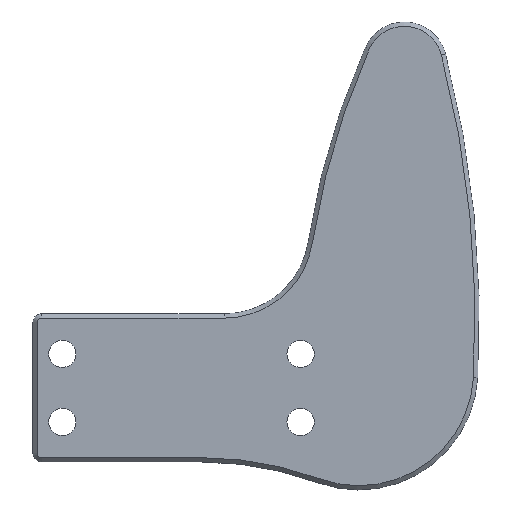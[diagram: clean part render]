
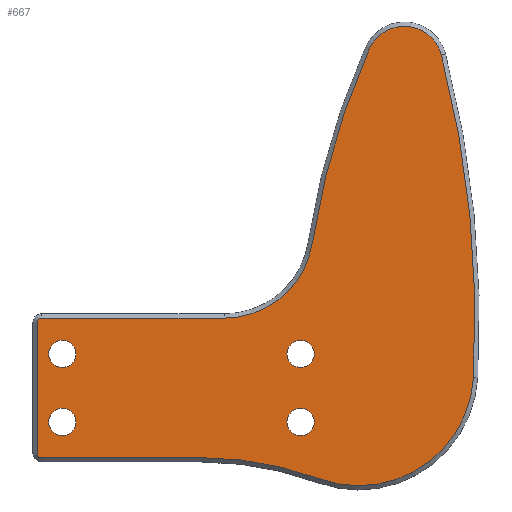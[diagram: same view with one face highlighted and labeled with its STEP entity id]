
A CAD part, top view. The second image highlights one B-rep face of the part: STEP entity #667.
In plain terms, the highlighted planar face has unit normal (0, 0, 1).
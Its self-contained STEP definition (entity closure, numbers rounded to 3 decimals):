
#20=FACE_BOUND('',#138,.T.);
#21=FACE_BOUND('',#139,.T.);
#22=FACE_BOUND('',#140,.T.);
#23=FACE_BOUND('',#141,.T.);
#51=PLANE('',#763);
#91=FACE_OUTER_BOUND('',#137,.T.);
#137=EDGE_LOOP('',(#596,#597,#598,#599,#600,#601,#602,#603,#604,#605,#606));
#138=EDGE_LOOP('',(#607));
#139=EDGE_LOOP('',(#608));
#140=EDGE_LOOP('',(#609));
#141=EDGE_LOOP('',(#610));
#178=LINE('',#1118,#228);
#181=LINE('',#1126,#231);
#184=LINE('',#1134,#234);
#228=VECTOR('',#913,10.);
#231=VECTOR('',#922,10.);
#234=VECTOR('',#931,10.);
#246=CIRCLE('',#689,89.5);
#273=CIRCLE('',#739,0.5);
#274=CIRCLE('',#742,0.5);
#275=CIRCLE('',#745,40.5);
#276=CIRCLE('',#747,13.5);
#277=CIRCLE('',#749,1.6);
#278=CIRCLE('',#751,1.6);
#279=CIRCLE('',#753,1.6);
#280=CIRCLE('',#755,1.6);
#282=CIRCLE('',#759,124.5);
#283=CIRCLE('',#762,10.5);
#284=CIRCLE('',#764,4.5);
#288=VERTEX_POINT('',#994);
#290=VERTEX_POINT('',#998);
#326=VERTEX_POINT('',#1114);
#327=VERTEX_POINT('',#1116);
#328=VERTEX_POINT('',#1120);
#329=VERTEX_POINT('',#1124);
#330=VERTEX_POINT('',#1128);
#331=VERTEX_POINT('',#1132);
#332=VERTEX_POINT('',#1136);
#333=VERTEX_POINT('',#1140);
#334=VERTEX_POINT('',#1144);
#335=VERTEX_POINT('',#1148);
#336=VERTEX_POINT('',#1152);
#337=VERTEX_POINT('',#1156);
#338=VERTEX_POINT('',#1163);
#345=EDGE_CURVE('',#288,#290,#246,.T.);
#404=EDGE_CURVE('',#326,#327,#178,.T.);
#406=EDGE_CURVE('',#327,#328,#273,.T.);
#408=EDGE_CURVE('',#328,#329,#181,.T.);
#410=EDGE_CURVE('',#329,#330,#274,.T.);
#412=EDGE_CURVE('',#330,#331,#184,.T.);
#414=EDGE_CURVE('',#331,#332,#275,.T.);
#416=EDGE_CURVE('',#332,#333,#276,.T.);
#417=EDGE_CURVE('',#334,#334,#277,.T.);
#419=EDGE_CURVE('',#335,#335,#278,.T.);
#421=EDGE_CURVE('',#336,#336,#279,.T.);
#423=EDGE_CURVE('',#337,#337,#280,.T.);
#428=EDGE_CURVE('',#333,#338,#282,.T.);
#429=EDGE_CURVE('',#290,#326,#283,.T.);
#430=EDGE_CURVE('',#338,#288,#284,.T.);
#596=ORIENTED_EDGE('',*,*,#345,.T.);
#597=ORIENTED_EDGE('',*,*,#429,.T.);
#598=ORIENTED_EDGE('',*,*,#404,.T.);
#599=ORIENTED_EDGE('',*,*,#406,.T.);
#600=ORIENTED_EDGE('',*,*,#408,.T.);
#601=ORIENTED_EDGE('',*,*,#410,.T.);
#602=ORIENTED_EDGE('',*,*,#412,.T.);
#603=ORIENTED_EDGE('',*,*,#414,.T.);
#604=ORIENTED_EDGE('',*,*,#416,.T.);
#605=ORIENTED_EDGE('',*,*,#428,.T.);
#606=ORIENTED_EDGE('',*,*,#430,.T.);
#607=ORIENTED_EDGE('',*,*,#423,.F.);
#608=ORIENTED_EDGE('',*,*,#421,.F.);
#609=ORIENTED_EDGE('',*,*,#419,.F.);
#610=ORIENTED_EDGE('',*,*,#417,.F.);
#667=ADVANCED_FACE('',(#91,#20,#21,#22,#23),#51,.F.);
#689=AXIS2_PLACEMENT_3D('',#1000,#783,#784);
#739=AXIS2_PLACEMENT_3D('',#1122,#917,#918);
#742=AXIS2_PLACEMENT_3D('',#1130,#926,#927);
#745=AXIS2_PLACEMENT_3D('',#1138,#935,#936);
#747=AXIS2_PLACEMENT_3D('',#1142,#940,#941);
#749=AXIS2_PLACEMENT_3D('',#1145,#944,#945);
#751=AXIS2_PLACEMENT_3D('',#1149,#949,#950);
#753=AXIS2_PLACEMENT_3D('',#1153,#954,#955);
#755=AXIS2_PLACEMENT_3D('',#1157,#959,#960);
#759=AXIS2_PLACEMENT_3D('',#1165,#970,#971);
#762=AXIS2_PLACEMENT_3D('',#1168,#976,#977);
#763=AXIS2_PLACEMENT_3D('',#1169,#978,#979);
#764=AXIS2_PLACEMENT_3D('',#1170,#980,#981);
#783=DIRECTION('center_axis',(0.,0.,1.));
#784=DIRECTION('ref_axis',(-0.998,0.058,0.));
#913=DIRECTION('',(-1.,0.,0.));
#917=DIRECTION('center_axis',(0.,0.,1.));
#918=DIRECTION('ref_axis',(-1.,0.,0.));
#922=DIRECTION('',(0.,-1.,0.));
#926=DIRECTION('center_axis',(0.,0.,1.));
#927=DIRECTION('ref_axis',(0.,-1.,0.));
#931=DIRECTION('',(1.,0.,0.));
#935=DIRECTION('center_axis',(0.,0.,-1.));
#936=DIRECTION('ref_axis',(0.175,0.985,0.));
#940=DIRECTION('center_axis',(0.,0.,1.));
#941=DIRECTION('ref_axis',(0.999,-0.054,0.));
#944=DIRECTION('center_axis',(0.,0.,1.));
#945=DIRECTION('ref_axis',(-1.,0.,0.));
#949=DIRECTION('center_axis',(0.,0.,1.));
#950=DIRECTION('ref_axis',(-1.,0.,0.));
#954=DIRECTION('center_axis',(0.,0.,1.));
#955=DIRECTION('ref_axis',(-1.,0.,0.));
#959=DIRECTION('center_axis',(0.,0.,1.));
#960=DIRECTION('ref_axis',(-1.,0.,0.));
#970=DIRECTION('center_axis',(0.,0.,1.));
#971=DIRECTION('ref_axis',(1.,0.,0.));
#976=DIRECTION('center_axis',(0.,0.,-1.));
#977=DIRECTION('ref_axis',(0.651,-0.759,0.));
#978=DIRECTION('center_axis',(0.,0.,-1.));
#979=DIRECTION('ref_axis',(-1.,0.,0.));
#980=DIRECTION('center_axis',(0.,0.,1.));
#981=DIRECTION('ref_axis',(-0.914,0.407,0.));
#994=CARTESIAN_POINT('',(95.578,46.33,47.));
#998=CARTESIAN_POINT('',(88.894,23.598,47.));
#1000=CARTESIAN_POINT('Origin',(177.346,9.939,47.));
#1114=CARTESIAN_POINT('',(78.517,14.7,47.));
#1116=CARTESIAN_POINT('',(57.05,14.7,47.));
#1118=CARTESIAN_POINT('',(20.275,14.7,47.));
#1120=CARTESIAN_POINT('',(56.55,14.2,47.));
#1122=CARTESIAN_POINT('Origin',(57.05,14.2,47.));
#1124=CARTESIAN_POINT('',(56.55,-1.2,47.));
#1126=CARTESIAN_POINT('',(56.55,6.65,47.));
#1128=CARTESIAN_POINT('',(57.05,-1.7,47.));
#1130=CARTESIAN_POINT('Origin',(57.05,-1.2,47.));
#1132=CARTESIAN_POINT('',(75.75,-1.7,47.));
#1134=CARTESIAN_POINT('',(34.405,-1.7,47.));
#1136=CARTESIAN_POINT('',(89.691,-4.175,47.));
#1138=CARTESIAN_POINT('Origin',(75.75,-42.2,47.));
#1140=CARTESIAN_POINT('',(107.818,7.77,47.));
#1142=CARTESIAN_POINT('Origin',(94.338,8.5,47.));
#1144=CARTESIAN_POINT('',(89.1,2.5,47.));
#1145=CARTESIAN_POINT('Origin',(87.5,2.5,47.));
#1148=CARTESIAN_POINT('',(89.1,10.5,47.));
#1149=CARTESIAN_POINT('Origin',(87.5,10.5,47.));
#1152=CARTESIAN_POINT('',(61.1,10.5,47.));
#1153=CARTESIAN_POINT('Origin',(59.5,10.5,47.));
#1156=CARTESIAN_POINT('',(61.1,2.5,47.));
#1157=CARTESIAN_POINT('Origin',(59.5,2.5,47.));
#1163=CARTESIAN_POINT('',(104.047,45.625,47.));
#1165=CARTESIAN_POINT('Origin',(-16.5,14.5,47.));
#1168=CARTESIAN_POINT('Origin',(78.517,25.2,47.));
#1169=CARTESIAN_POINT('Origin',(-16.5,14.5,47.));
#1170=CARTESIAN_POINT('Origin',(99.69,44.5,47.));
